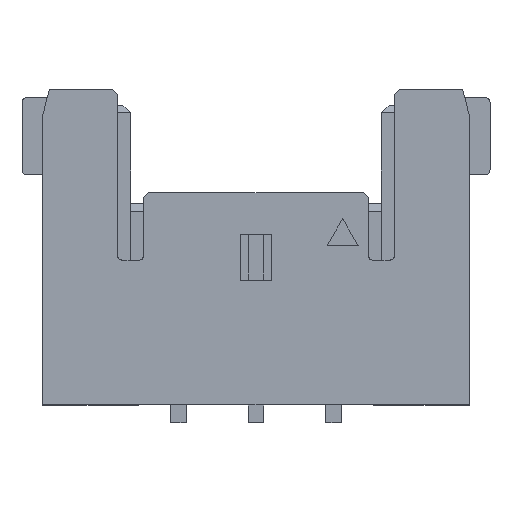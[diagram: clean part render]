
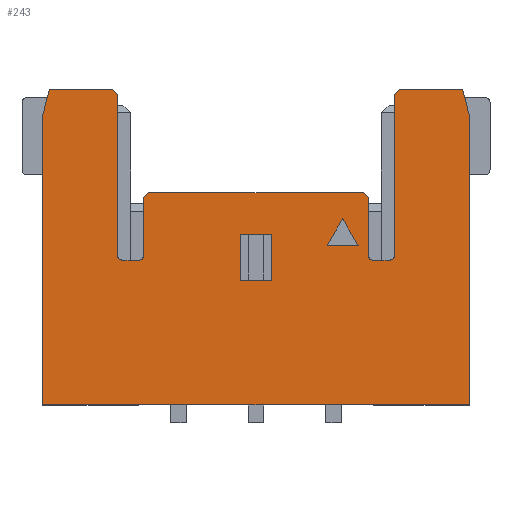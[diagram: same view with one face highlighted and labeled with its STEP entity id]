
A CAD part, top view. The second image highlights one B-rep face of the part: STEP entity #243.
In plain terms, the highlighted planar face has unit normal (0, 0, 1).
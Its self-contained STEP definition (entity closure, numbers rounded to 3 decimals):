
#243=ADVANCED_FACE('',(#689,#690,#691),#692,.T.);
#689=FACE_OUTER_BOUND('',#1217,.T.);
#690=FACE_BOUND('',#1218,.T.);
#691=FACE_BOUND('',#1219,.T.);
#692=PLANE('',#1220);
#1217=EDGE_LOOP('',(#2979,#2980,#2981,#2982,#2983,#2984,#2985,#2986,#2987,#2988,#2989,#2990,#2991,#2992,#2993,#2994,#2995,#2996,#2997,#2998,#2999,#3000));
#1218=EDGE_LOOP('',(#3001,#3002,#3003));
#1219=EDGE_LOOP('',(#3004,#3005,#3006,#3007));
#1220=AXIS2_PLACEMENT_3D('',#3008,#3009,#3010);
#2979=ORIENTED_EDGE('',*,*,#4211,.F.);
#2980=ORIENTED_EDGE('',*,*,#3830,.T.);
#2981=ORIENTED_EDGE('',*,*,#4210,.T.);
#2982=ORIENTED_EDGE('',*,*,#4204,.T.);
#2983=ORIENTED_EDGE('',*,*,#4180,.T.);
#2984=ORIENTED_EDGE('',*,*,#3892,.T.);
#2985=ORIENTED_EDGE('',*,*,#4212,.T.);
#2986=ORIENTED_EDGE('',*,*,#3908,.T.);
#2987=ORIENTED_EDGE('',*,*,#4213,.F.);
#2988=ORIENTED_EDGE('',*,*,#3846,.F.);
#2989=ORIENTED_EDGE('',*,*,#4214,.F.);
#2990=ORIENTED_EDGE('',*,*,#4215,.F.);
#2991=ORIENTED_EDGE('',*,*,#4216,.F.);
#2992=ORIENTED_EDGE('',*,*,#4217,.F.);
#2993=ORIENTED_EDGE('',*,*,#4218,.F.);
#2994=ORIENTED_EDGE('',*,*,#4219,.T.);
#2995=ORIENTED_EDGE('',*,*,#4220,.F.);
#2996=ORIENTED_EDGE('',*,*,#4221,.F.);
#2997=ORIENTED_EDGE('',*,*,#4222,.F.);
#2998=ORIENTED_EDGE('',*,*,#4223,.F.);
#2999=ORIENTED_EDGE('',*,*,#4224,.F.);
#3000=ORIENTED_EDGE('',*,*,#4225,.F.);
#3001=ORIENTED_EDGE('',*,*,#4226,.F.);
#3002=ORIENTED_EDGE('',*,*,#4227,.F.);
#3003=ORIENTED_EDGE('',*,*,#4228,.F.);
#3004=ORIENTED_EDGE('',*,*,#4229,.F.);
#3005=ORIENTED_EDGE('',*,*,#4230,.F.);
#3006=ORIENTED_EDGE('',*,*,#4231,.F.);
#3007=ORIENTED_EDGE('',*,*,#4232,.F.);
#3008=CARTESIAN_POINT('',(0.0,0.0,0.98));
#3009=DIRECTION('',(0.0,0.0,1.0));
#3010=DIRECTION('',(1.0,0.0,0.0));
#3830=EDGE_CURVE('',#4724,#4722,#4725,.T.);
#3846=EDGE_CURVE('',#4752,#4754,#4755,.T.);
#3892=EDGE_CURVE('',#4828,#4826,#4829,.T.);
#3908=EDGE_CURVE('',#4856,#4854,#4857,.T.);
#4180=EDGE_CURVE('',#5310,#4828,#5311,.T.);
#4204=EDGE_CURVE('',#5339,#5310,#5340,.T.);
#4210=EDGE_CURVE('',#4722,#5339,#5348,.T.);
#4211=EDGE_CURVE('',#4724,#5349,#5350,.T.);
#4212=EDGE_CURVE('',#4826,#4856,#5351,.T.);
#4213=EDGE_CURVE('',#4754,#4854,#5352,.T.);
#4214=EDGE_CURVE('',#5353,#4752,#5354,.T.);
#4215=EDGE_CURVE('',#5355,#5353,#5356,.T.);
#4216=EDGE_CURVE('',#5357,#5355,#5358,.T.);
#4217=EDGE_CURVE('',#5359,#5357,#5360,.T.);
#4218=EDGE_CURVE('',#5361,#5359,#5362,.T.);
#4219=EDGE_CURVE('',#5361,#5363,#5364,.T.);
#4220=EDGE_CURVE('',#5365,#5363,#5366,.T.);
#4221=EDGE_CURVE('',#5367,#5365,#5368,.T.);
#4222=EDGE_CURVE('',#5369,#5367,#5370,.T.);
#4223=EDGE_CURVE('',#5371,#5369,#5372,.T.);
#4224=EDGE_CURVE('',#5373,#5371,#5374,.T.);
#4225=EDGE_CURVE('',#5349,#5373,#5375,.T.);
#4226=EDGE_CURVE('',#5376,#5377,#5378,.T.);
#4227=EDGE_CURVE('',#5379,#5376,#5380,.T.);
#4228=EDGE_CURVE('',#5377,#5379,#5381,.T.);
#4229=EDGE_CURVE('',#5382,#5383,#5384,.T.);
#4230=EDGE_CURVE('',#5385,#5382,#5386,.T.);
#4231=EDGE_CURVE('',#5387,#5385,#5388,.T.);
#4232=EDGE_CURVE('',#5383,#5387,#5389,.T.);
#4722=VERTEX_POINT('',#6089);
#4724=VERTEX_POINT('',#6092);
#4725=LINE('',#6093,#6094);
#4752=VERTEX_POINT('',#6135);
#4754=VERTEX_POINT('',#6138);
#4755=LINE('',#6139,#6140);
#4826=VERTEX_POINT('',#6255);
#4828=VERTEX_POINT('',#6258);
#4829=LINE('',#6259,#6260);
#4854=VERTEX_POINT('',#6299);
#4856=VERTEX_POINT('',#6302);
#4857=LINE('',#6303,#6304);
#5310=VERTEX_POINT('',#6980);
#5311=LINE('',#6981,#6982);
#5339=VERTEX_POINT('',#7033);
#5340=LINE('',#7034,#7035);
#5348=LINE('',#7048,#7049);
#5349=VERTEX_POINT('',#7050);
#5350=LINE('',#7051,#7052);
#5351=LINE('',#7053,#7054);
#5352=LINE('',#7055,#7056);
#5353=VERTEX_POINT('',#7057);
#5354=CIRCLE('',#7058,0.08);
#5355=VERTEX_POINT('',#7059);
#5356=LINE('',#7060,#7061);
#5357=VERTEX_POINT('',#7062);
#5358=CIRCLE('',#7063,0.08);
#5359=VERTEX_POINT('',#7064);
#5360=LINE('',#7065,#7066);
#5361=VERTEX_POINT('',#7067);
#5362=LINE('',#7068,#7069);
#5363=VERTEX_POINT('',#7070);
#5364=LINE('',#7071,#7072);
#5365=VERTEX_POINT('',#7073);
#5366=LINE('',#7074,#7075);
#5367=VERTEX_POINT('',#7076);
#5368=LINE('',#7077,#7078);
#5369=VERTEX_POINT('',#7079);
#5370=CIRCLE('',#7080,0.08);
#5371=VERTEX_POINT('',#7081);
#5372=LINE('',#7082,#7083);
#5373=VERTEX_POINT('',#7084);
#5374=CIRCLE('',#7085,0.08);
#5375=LINE('',#7086,#7087);
#5376=VERTEX_POINT('',#7088);
#5377=VERTEX_POINT('',#7089);
#5378=LINE('',#7090,#7091);
#5379=VERTEX_POINT('',#7092);
#5380=LINE('',#7093,#7094);
#5381=LINE('',#7095,#7096);
#5382=VERTEX_POINT('',#7097);
#5383=VERTEX_POINT('',#7098);
#5384=LINE('',#7099,#7100);
#5385=VERTEX_POINT('',#7101);
#5386=LINE('',#7102,#7103);
#5387=VERTEX_POINT('',#7104);
#5388=LINE('',#7105,#7106);
#5389=LINE('',#7107,#7108);
#6089=CARTESIAN_POINT('',(-3.995,1.2,0.98));
#6092=CARTESIAN_POINT('',(-2.775,1.2,0.98));
#6093=CARTESIAN_POINT('',(-2.775,1.2,0.98));
#6094=VECTOR('',#7612,1.22);
#6135=CARTESIAN_POINT('',(2.675,-2.02,0.98));
#6138=CARTESIAN_POINT('',(2.675,1.1,0.98));
#6139=CARTESIAN_POINT('',(2.675,-2.02,0.98));
#6140=VECTOR('',#7628,3.12);
#6255=CARTESIAN_POINT('',(4.125,0.7,0.98));
#6258=CARTESIAN_POINT('',(4.125,-4.9,0.98));
#6259=CARTESIAN_POINT('',(4.125,-4.9,0.98));
#6260=VECTOR('',#7674,5.6);
#6299=CARTESIAN_POINT('',(2.775,1.2,0.98));
#6302=CARTESIAN_POINT('',(3.995,1.2,0.98));
#6303=CARTESIAN_POINT('',(3.995,1.2,0.98));
#6304=VECTOR('',#7690,1.22);
#6980=CARTESIAN_POINT('',(-4.125,-4.9,0.98));
#6981=CARTESIAN_POINT('',(-4.125,-4.9,0.98));
#6982=VECTOR('',#8058,8.25);
#7033=CARTESIAN_POINT('',(-4.125,0.7,0.98));
#7034=CARTESIAN_POINT('',(-4.125,0.7,0.98));
#7035=VECTOR('',#8082,5.6);
#7048=CARTESIAN_POINT('',(-3.995,1.2,0.98));
#7049=VECTOR('',#8088,0.517);
#7050=CARTESIAN_POINT('',(-2.675,1.1,0.98));
#7051=CARTESIAN_POINT('',(-2.775,1.2,0.98));
#7052=VECTOR('',#8089,0.141);
#7053=CARTESIAN_POINT('',(4.125,0.7,0.98));
#7054=VECTOR('',#8090,0.517);
#7055=CARTESIAN_POINT('',(2.675,1.1,0.98));
#7056=VECTOR('',#8091,0.141);
#7057=CARTESIAN_POINT('',(2.595,-2.1,0.98));
#7058=AXIS2_PLACEMENT_3D('',#8092,#8093,#8094);
#7059=CARTESIAN_POINT('',(2.255,-2.1,0.98));
#7060=CARTESIAN_POINT('',(2.255,-2.1,0.98));
#7061=VECTOR('',#8095,0.34);
#7062=CARTESIAN_POINT('',(2.175,-2.02,0.98));
#7063=AXIS2_PLACEMENT_3D('',#8096,#8097,#8098);
#7064=CARTESIAN_POINT('',(2.175,-0.9,0.98));
#7065=CARTESIAN_POINT('',(2.175,-0.9,0.98));
#7066=VECTOR('',#8099,1.12);
#7067=CARTESIAN_POINT('',(2.075,-0.8,0.98));
#7068=CARTESIAN_POINT('',(2.075,-0.8,0.98));
#7069=VECTOR('',#8100,0.141);
#7070=CARTESIAN_POINT('',(-2.075,-0.8,0.98));
#7071=CARTESIAN_POINT('',(2.075,-0.8,0.98));
#7072=VECTOR('',#8101,4.15);
#7073=CARTESIAN_POINT('',(-2.175,-0.9,0.98));
#7074=CARTESIAN_POINT('',(-2.175,-0.9,0.98));
#7075=VECTOR('',#8102,0.141);
#7076=CARTESIAN_POINT('',(-2.175,-2.02,0.98));
#7077=CARTESIAN_POINT('',(-2.175,-2.02,0.98));
#7078=VECTOR('',#8103,1.12);
#7079=CARTESIAN_POINT('',(-2.255,-2.1,0.98));
#7080=AXIS2_PLACEMENT_3D('',#8104,#8105,#8106);
#7081=CARTESIAN_POINT('',(-2.595,-2.1,0.98));
#7082=CARTESIAN_POINT('',(-2.595,-2.1,0.98));
#7083=VECTOR('',#8107,0.34);
#7084=CARTESIAN_POINT('',(-2.675,-2.02,0.98));
#7085=AXIS2_PLACEMENT_3D('',#8108,#8109,#8110);
#7086=CARTESIAN_POINT('',(-2.675,1.1,0.98));
#7087=VECTOR('',#8111,3.12);
#7088=CARTESIAN_POINT('',(1.975,-1.82,0.98));
#7089=CARTESIAN_POINT('',(1.675,-1.3,0.98));
#7090=CARTESIAN_POINT('',(1.975,-1.82,0.98));
#7091=VECTOR('',#8112,0.6);
#7092=CARTESIAN_POINT('',(1.375,-1.82,0.98));
#7093=CARTESIAN_POINT('',(1.375,-1.82,0.98));
#7094=VECTOR('',#8113,0.6);
#7095=CARTESIAN_POINT('',(1.675,-1.3,0.98));
#7096=VECTOR('',#8114,0.6);
#7097=CARTESIAN_POINT('',(0.3,-1.6,0.98));
#7098=CARTESIAN_POINT('',(-0.3,-1.6,0.98));
#7099=CARTESIAN_POINT('',(0.3,-1.6,0.98));
#7100=VECTOR('',#8115,0.6);
#7101=CARTESIAN_POINT('',(0.3,-2.5,0.98));
#7102=CARTESIAN_POINT('',(0.3,-2.5,0.98));
#7103=VECTOR('',#8116,0.9);
#7104=CARTESIAN_POINT('',(-0.3,-2.5,0.98));
#7105=CARTESIAN_POINT('',(-0.3,-2.5,0.98));
#7106=VECTOR('',#8117,0.6);
#7107=CARTESIAN_POINT('',(-0.3,-1.6,0.98));
#7108=VECTOR('',#8118,0.9);
#7612=DIRECTION('',(-1.0,0.0,0.0));
#7628=DIRECTION('',(0.0,1.0,0.0));
#7674=DIRECTION('',(0.0,1.0,0.0));
#7690=DIRECTION('',(-1.0,0.0,0.0));
#8058=DIRECTION('',(1.0,0.0,0.0));
#8082=DIRECTION('',(0.0,-1.0,0.0));
#8088=DIRECTION('',(-0.252,-0.968,0.0));
#8089=DIRECTION('',(0.707,-0.707,0.0));
#8090=DIRECTION('',(-0.252,0.968,0.0));
#8091=DIRECTION('',(0.707,0.707,0.0));
#8092=CARTESIAN_POINT('',(2.595,-2.02,0.98));
#8093=DIRECTION('',(0.0,0.0,1.0));
#8094=DIRECTION('',(0.0,-1.0,0.0));
#8095=DIRECTION('',(1.0,0.0,0.0));
#8096=CARTESIAN_POINT('',(2.255,-2.02,0.98));
#8097=DIRECTION('',(0.0,0.0,1.0));
#8098=DIRECTION('',(-1.0,0.0,0.0));
#8099=DIRECTION('',(0.0,-1.0,0.0));
#8100=DIRECTION('',(0.707,-0.707,0.0));
#8101=DIRECTION('',(-1.0,0.0,0.0));
#8102=DIRECTION('',(0.707,0.707,0.0));
#8103=DIRECTION('',(0.0,1.0,0.0));
#8104=CARTESIAN_POINT('',(-2.255,-2.02,0.98));
#8105=DIRECTION('',(0.0,0.0,1.0));
#8106=DIRECTION('',(0.0,-1.0,0.0));
#8107=DIRECTION('',(1.0,0.0,0.0));
#8108=CARTESIAN_POINT('',(-2.595,-2.02,0.98));
#8109=DIRECTION('',(0.0,0.0,1.0));
#8110=DIRECTION('',(-1.0,0.0,0.0));
#8111=DIRECTION('',(0.0,-1.0,0.0));
#8112=DIRECTION('',(-0.5,0.866,0.0));
#8113=DIRECTION('',(1.0,0.0,0.0));
#8114=DIRECTION('',(-0.5,-0.866,0.0));
#8115=DIRECTION('',(-1.0,0.0,0.0));
#8116=DIRECTION('',(0.0,1.0,0.0));
#8117=DIRECTION('',(1.0,0.0,0.0));
#8118=DIRECTION('',(0.0,-1.0,0.0));
